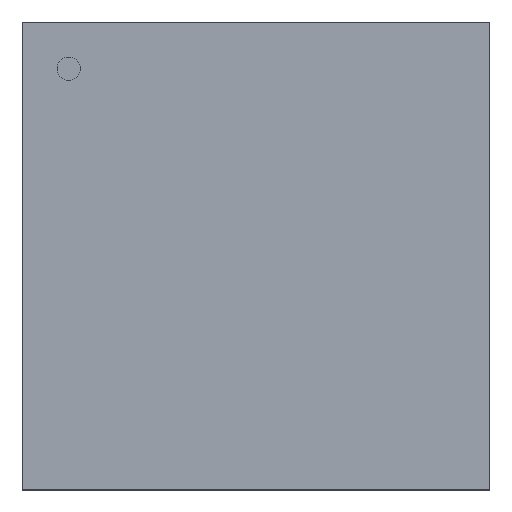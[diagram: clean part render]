
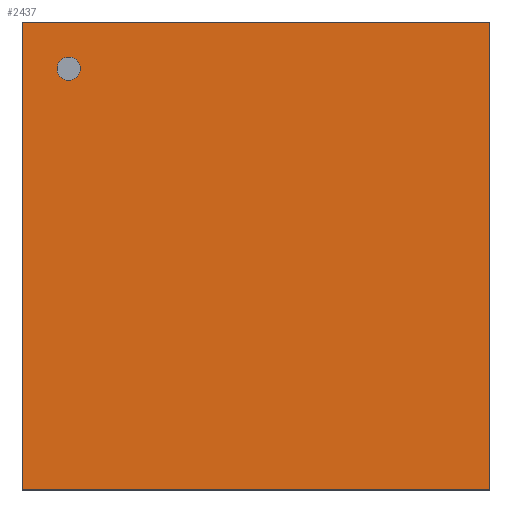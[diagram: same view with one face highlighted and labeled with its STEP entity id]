
A CAD part, top view. The second image highlights one B-rep face of the part: STEP entity #2437.
In plain terms, the highlighted planar face has unit normal (0, 0, 1).
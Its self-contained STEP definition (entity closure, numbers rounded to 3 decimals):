
#2213=CARTESIAN_POINT('',(6.579,-6.579,1.092));
#2212=VERTEX_POINT('',#2213);
#2223=CARTESIAN_POINT('',(-6.579,-6.579,1.092));
#2222=VERTEX_POINT('',#2223);
#2221=EDGE_CURVE('',#2222,#2212,#2226,.T.);
#2226=LINE('',#2223,#2228);
#2228=VECTOR('',#2229,13.157);
#2229=DIRECTION('',(1.0,0.0,0.0));
#2262=CARTESIAN_POINT('',(6.579,6.579,1.092));
#2261=VERTEX_POINT('',#2262);
#2270=EDGE_CURVE('',#2212,#2261,#2275,.T.);
#2275=LINE('',#2213,#2277);
#2277=VECTOR('',#2278,13.157);
#2278=DIRECTION('',(0.0,1.0,0.0));
#2311=CARTESIAN_POINT('',(-6.579,6.579,1.092));
#2310=VERTEX_POINT('',#2311);
#2319=EDGE_CURVE('',#2261,#2310,#2324,.T.);
#2324=LINE('',#2262,#2326);
#2326=VECTOR('',#2327,13.157);
#2327=DIRECTION('',(-1.0,0.0,0.0));
#2368=EDGE_CURVE('',#2310,#2222,#2373,.T.);
#2373=LINE('',#2311,#2375);
#2375=VECTOR('',#2376,13.157);
#2376=DIRECTION('',(0.0,-1.0,0.0));
#2437=ADVANCED_FACE('',(#2443),#2438,.T.);
#2438=PLANE('',#2439);
#2439=AXIS2_PLACEMENT_3D('',#2440,#2441,#2442);
#2440=CARTESIAN_POINT('',(-6.579,-6.579,1.092));
#2441=DIRECTION('',(0.0,0.0,1.0));
#2442=DIRECTION('',(0.,1.,0.));
#2443=FACE_OUTER_BOUND('',#2444,.T.);
#2444=EDGE_LOOP('',(#2445,#2455,#2465,#2475));
#2445=ORIENTED_EDGE('',*,*,#2221,.T.);
#2455=ORIENTED_EDGE('',*,*,#2270,.T.);
#2465=ORIENTED_EDGE('',*,*,#2319,.T.);
#2475=ORIENTED_EDGE('',*,*,#2368,.T.);
